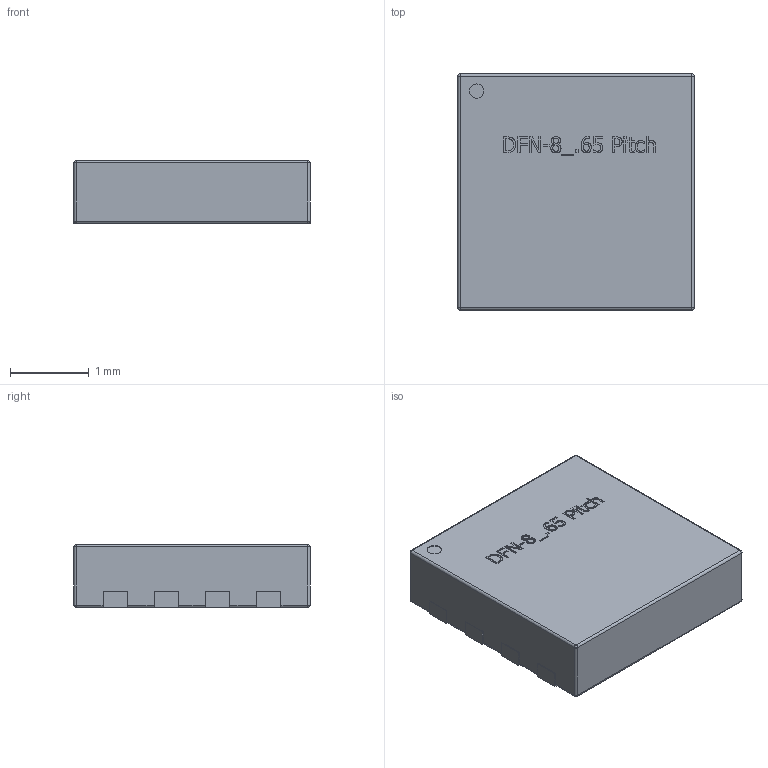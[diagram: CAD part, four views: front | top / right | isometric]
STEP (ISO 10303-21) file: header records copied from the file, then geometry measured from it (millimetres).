
FILE_DESCRIPTION (( 'STEP AP214' ), '1' );
FILE_NAME ('User Library-DFN8_3x3mm_.65mm.STEP', '2013-11-26T09:01:14', ( 'Windows User' ), ( '' ), 'SwSTEP 2.0', 'SolidWorks 2014', '' );
FILE_SCHEMA (( 'AUTOMOTIVE_DESIGN' ));
Length unit declared in the file: millimetre
Products named in the file (1): User Library-DFN8_3x3mm_.65mm
Bounding box: 3.02 x 3 x 0.8 mm (x, y, z)
Volume: 7.2 mm3; surface area: 27.5 mm2
Topology: 1 solids, 1 shells, 314 faces, 824 edges, 534 vertices
Faces by surface type: plane 202, bspline 97, cylinder 15
Entity records: 13548 total; most frequent: CARTESIAN_POINT 2974, ORIENTED_EDGE 1632, DIRECTION 1120, EDGE_CURVE 816, VECTOR 592, LINE 592, VERTEX_POINT 534, EDGE_LOOP 344
